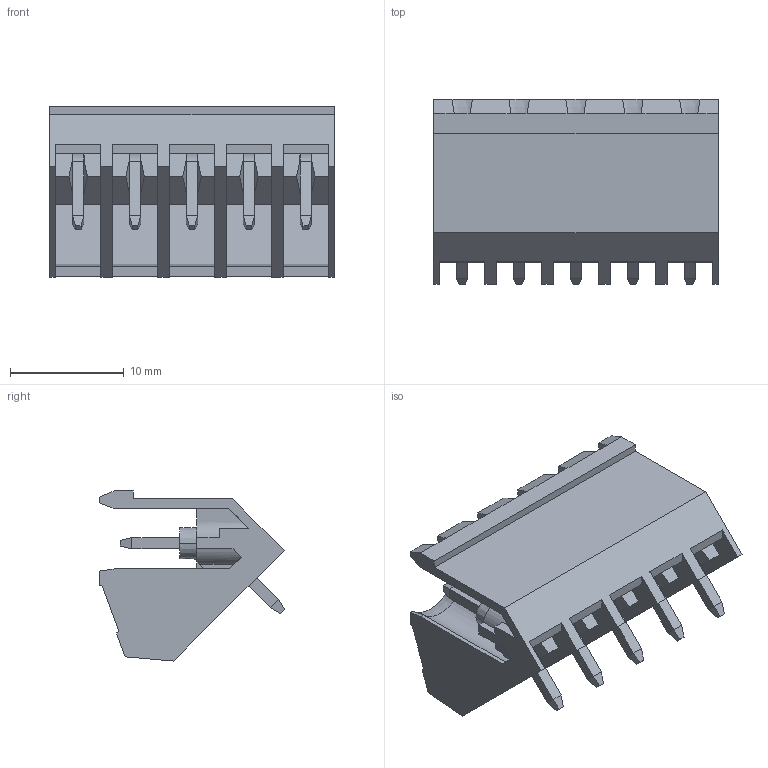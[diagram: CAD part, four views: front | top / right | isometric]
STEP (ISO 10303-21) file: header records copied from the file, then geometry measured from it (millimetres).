
FILE_DESCRIPTION((''),'2;1');
FILE_NAME('WJ2EDGLM-500-05P','2018-12-01T',('Administrator'),(''),'CREO PARAMETRIC BY PTC INC, 2016380','CREO PARAMETRIC BY PTC INC, 2016380','');
FILE_SCHEMA(('CONFIG_CONTROL_DESIGN'));
Length unit declared in the file: millimetre
Products named in the file (1): WJ2EDGLM-500-05P
Bounding box: 25 x 16.29 x 14.95 mm (x, y, z)
Volume: 1692.7 mm3; surface area: 3466.6 mm2
Topology: 1 solids, 1 shells, 424 faces, 1184 edges, 762 vertices
Faces by surface type: plane 372, cylinder 37, cone 15
Entity records: 13507 total; most frequent: CARTESIAN_POINT 2594, ORIENTED_EDGE 2368, DIRECTION 2040, EDGE_CURVE 1184, VECTOR 994, LINE 994, VERTEX_POINT 762, AXIS2_PLACEMENT_3D 523
